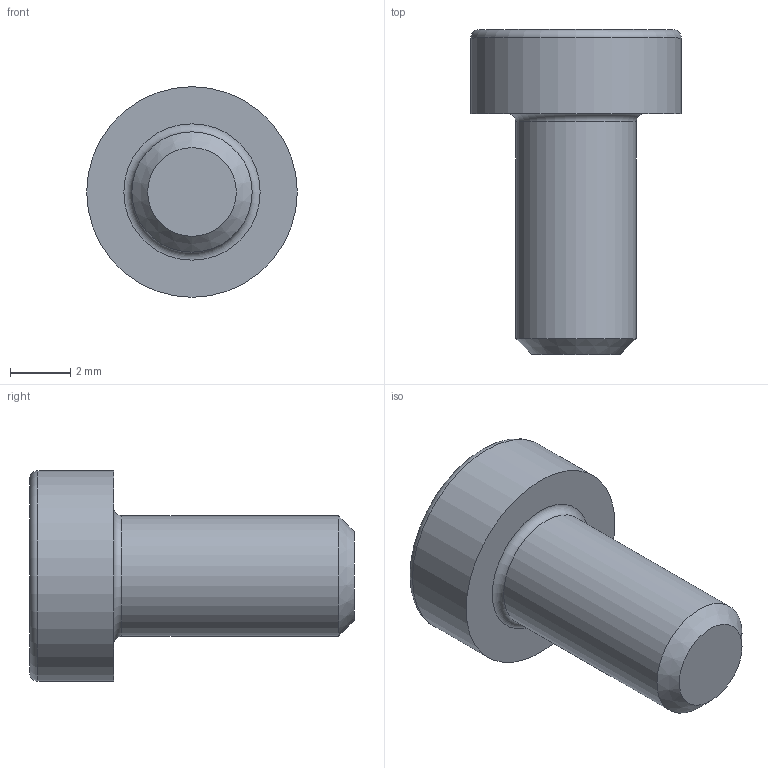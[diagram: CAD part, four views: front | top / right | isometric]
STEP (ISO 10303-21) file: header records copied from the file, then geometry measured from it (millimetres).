
FILE_DESCRIPTION(/* description */ ('Unknown'),/* implementation_level */ '2;1');
FILE_NAME(/* name */ 'tmp7961.tmp',/* time_stamp */ '2024-10-05T03:00:46+08:00',/* author */ ('Unknown'),/* organization */ ('Unknown'),/* preprocessor_version */ 'ST-DEVELOPER v18.104',/* originating_system */ 'TianGong',/* authorisation */ 'Unknown');
FILE_SCHEMA (('AUTOMOTIVE_DESIGN {1 0 10303 214 3 1 1}'));
Length unit declared in the file: millimetre
Products named in the file (1): DIN7984-2022
Bounding box: 7 x 10.8 x 7 mm (x, y, z)
Volume: 192.9 mm3; surface area: 250.5 mm2
Topology: 1 solids, 1 shells, 21 faces, 41 edges, 23 vertices
Faces by surface type: plane 9, cone 8, cylinder 2, torus 2
Full cylindrical faces by diameter (mm): 4 x1, 7 x1
Entity records: 651 total; most frequent: CARTESIAN_POINT 115, DIRECTION 76, ORIENTED_EDGE 62, AXIS2_PLACEMENT_3D 35, EDGE_CURVE 31, FACE_BOUND 29, EDGE_LOOP 28, STYLED_ITEM 21
